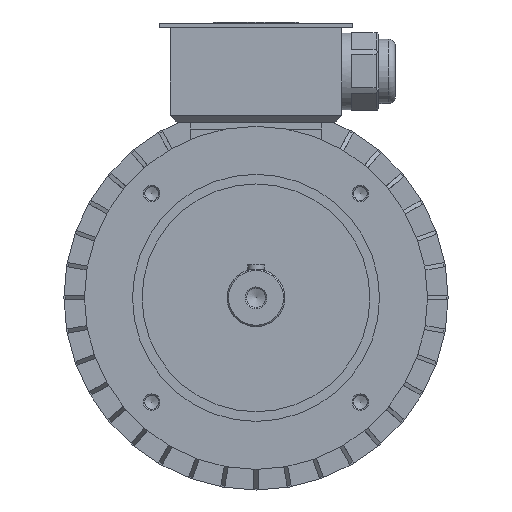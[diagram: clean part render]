
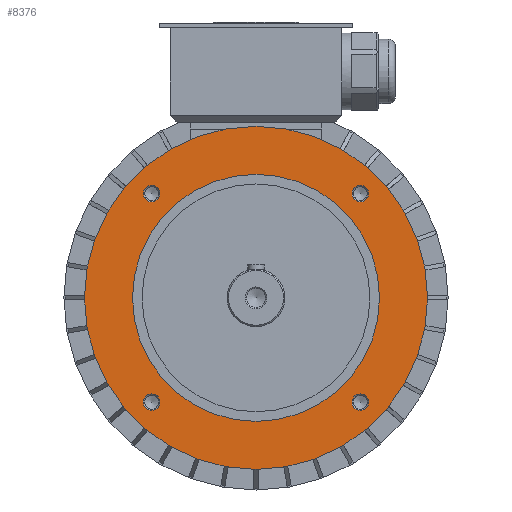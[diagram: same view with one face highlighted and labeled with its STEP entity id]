
A CAD part, front view. The second image highlights one B-rep face of the part: STEP entity #8376.
In plain terms, the highlighted planar face has unit normal (0, -1, 0).
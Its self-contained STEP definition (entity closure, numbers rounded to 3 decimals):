
#232=CIRCLE('',#8643,6.053);
#236=CIRCLE('',#8651,6.053);
#240=CIRCLE('',#8659,6.053);
#336=CIRCLE('',#8858,125.);
#338=CIRCLE('',#8861,6.053);
#339=CIRCLE('',#8862,90.);
#989=ORIENTED_EDGE('',*,*,#2290,.T.);
#990=ORIENTED_EDGE('',*,*,#2294,.T.);
#991=ORIENTED_EDGE('',*,*,#2298,.T.);
#992=ORIENTED_EDGE('',*,*,#2684,.T.);
#993=ORIENTED_EDGE('',*,*,#2685,.T.);
#994=ORIENTED_EDGE('',*,*,#2682,.F.);
#2290=EDGE_CURVE('',#3186,#3186,#232,.T.);
#2294=EDGE_CURVE('',#3191,#3191,#236,.T.);
#2298=EDGE_CURVE('',#3196,#3196,#240,.T.);
#2682=EDGE_CURVE('',#3503,#3503,#336,.T.);
#2684=EDGE_CURVE('',#3505,#3505,#338,.T.);
#2685=EDGE_CURVE('',#3506,#3506,#339,.T.);
#3186=VERTEX_POINT('',#11086);
#3191=VERTEX_POINT('',#11099);
#3196=VERTEX_POINT('',#11112);
#3503=VERTEX_POINT('',#11888);
#3505=VERTEX_POINT('',#11893);
#3506=VERTEX_POINT('',#11895);
#4998=EDGE_LOOP('',(#989));
#4999=EDGE_LOOP('',(#990));
#5000=EDGE_LOOP('',(#991));
#5001=EDGE_LOOP('',(#992));
#5002=EDGE_LOOP('',(#993));
#5003=EDGE_LOOP('',(#994));
#5388=FACE_BOUND('',#4998,.T.);
#5389=FACE_BOUND('',#4999,.T.);
#5390=FACE_BOUND('',#5000,.T.);
#5391=FACE_BOUND('',#5001,.T.);
#5392=FACE_BOUND('',#5002,.T.);
#5393=FACE_BOUND('',#5003,.T.);
#5745=PLANE('',#8860);
#8376=ADVANCED_FACE('',(#5388,#5389,#5390,#5391,#5392,#5393),#5745,.F.);
#8643=AXIS2_PLACEMENT_3D('',#11085,#9287,#9288);
#8651=AXIS2_PLACEMENT_3D('',#11098,#9303,#9304);
#8659=AXIS2_PLACEMENT_3D('',#11111,#9319,#9320);
#8858=AXIS2_PLACEMENT_3D('',#11887,#9979,#9980);
#8860=AXIS2_PLACEMENT_3D('',#11891,#9983,#9984);
#8861=AXIS2_PLACEMENT_3D('',#11892,#9985,#9986);
#8862=AXIS2_PLACEMENT_3D('',#11894,#9987,#9988);
#9287=DIRECTION('',(0.,1.,0.));
#9288=DIRECTION('',(0.,0.,1.));
#9303=DIRECTION('',(0.,1.,0.));
#9304=DIRECTION('',(-1.,0.,0.));
#9319=DIRECTION('',(0.,1.,0.));
#9320=DIRECTION('',(0.,0.,-1.));
#9979=DIRECTION('',(0.,1.,0.));
#9980=DIRECTION('',(1.,0.,0.));
#9983=DIRECTION('',(0.,1.,0.));
#9984=DIRECTION('',(0.,0.,1.));
#9985=DIRECTION('',(0.,1.,0.));
#9986=DIRECTION('',(1.,0.,0.));
#9987=DIRECTION('',(0.,1.,0.));
#9988=DIRECTION('',(1.,0.,0.));
#11085=CARTESIAN_POINT('',(-76.014,-43.,-76.014));
#11086=CARTESIAN_POINT('',(-76.014,-43.,-69.961));
#11098=CARTESIAN_POINT('',(76.014,-43.,-76.014));
#11099=CARTESIAN_POINT('',(69.961,-43.,-76.014));
#11111=CARTESIAN_POINT('',(76.014,-43.,76.014));
#11112=CARTESIAN_POINT('',(76.014,-43.,69.961));
#11887=CARTESIAN_POINT('',(0.,-43.,0.));
#11888=CARTESIAN_POINT('',(125.,-43.,0.));
#11891=CARTESIAN_POINT('',(0.,-43.,0.));
#11892=CARTESIAN_POINT('',(-76.014,-43.,76.014));
#11893=CARTESIAN_POINT('',(-69.961,-43.,76.014));
#11894=CARTESIAN_POINT('',(0.,-43.,0.));
#11895=CARTESIAN_POINT('',(90.,-43.,0.));
